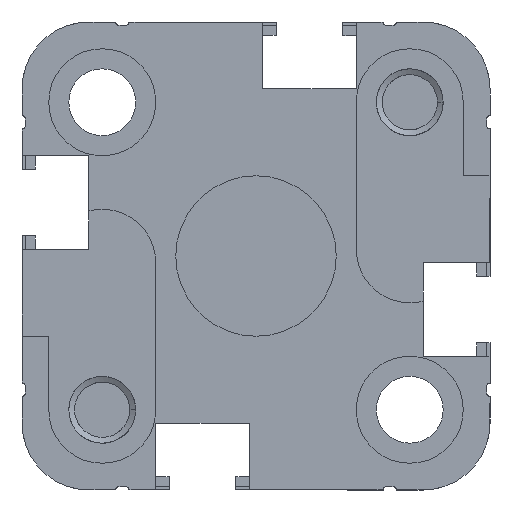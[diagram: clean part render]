
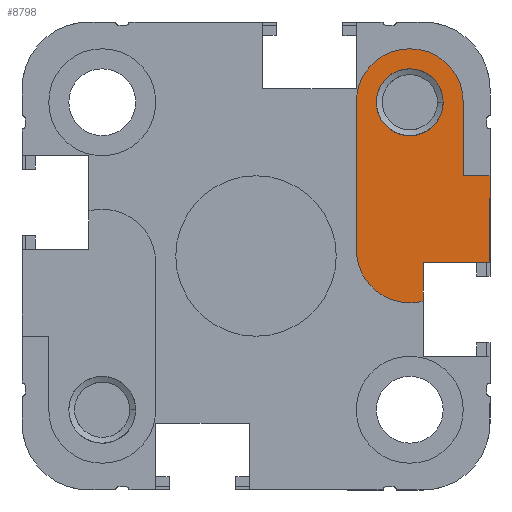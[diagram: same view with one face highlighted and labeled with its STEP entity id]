
A CAD part, front view. The second image highlights one B-rep face of the part: STEP entity #8798.
In plain terms, the highlighted planar face has unit normal (0, -1, 0).
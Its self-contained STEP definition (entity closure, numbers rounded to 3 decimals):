
#90 = DIRECTION ( 'NONE',  ( 0., -1., 0. ) ) ;
#125 = AXIS2_PLACEMENT_3D ( 'NONE', #15138, #12512, #13650 ) ;
#164 = CARTESIAN_POINT ( 'NONE',  ( 30., 8., -6. ) ) ;
#207 = VERTEX_POINT ( 'NONE', #10349 ) ;
#364 = ORIENTED_EDGE ( 'NONE', *, *, #15642, .F. ) ;
#527 = EDGE_CURVE ( 'NONE', #7418, #2224, #8443, .T. ) ;
#844 = VERTEX_POINT ( 'NONE', #14256 ) ;
#1022 = LINE ( 'NONE', #5999, #13821 ) ;
#1096 = DIRECTION ( 'NONE',  ( 0., -1., 0. ) ) ;
#1148 = DIRECTION ( 'NONE',  ( 0., 0., -1. ) ) ;
#1249 = ORIENTED_EDGE ( 'NONE', *, *, #10520, .F. ) ;
#1507 = DIRECTION ( 'NONE',  ( 0., -1., 0. ) ) ;
#1545 = AXIS2_PLACEMENT_3D ( 'NONE', #11119, #15137, #12279 ) ;
#1614 = EDGE_CURVE ( 'NONE', #7657, #207, #15010, .T. ) ;
#1934 = AXIS2_PLACEMENT_3D ( 'NONE', #12948, #1507, #10245 ) ;
#2198 = CARTESIAN_POINT ( 'NONE',  ( 35., 8., -11.5 ) ) ;
#2224 = VERTEX_POINT ( 'NONE', #8029 ) ;
#2773 = CARTESIAN_POINT ( 'NONE',  ( 30., 8., -20.873 ) ) ;
#2798 = VERTEX_POINT ( 'NONE', #2198 ) ;
#2858 = EDGE_LOOP ( 'NONE', ( #1249, #15867, #14063 ) ) ;
#3038 = CARTESIAN_POINT ( 'NONE',  ( 29., 8., -17. ) ) ;
#3357 = CARTESIAN_POINT ( 'NONE',  ( 29., 8., -3.5 ) ) ;
#3500 = CARTESIAN_POINT ( 'NONE',  ( 35., 8., -11.5 ) ) ;
#3695 = AXIS2_PLACEMENT_3D ( 'NONE', #3038, #12775, #11868 ) ;
#3891 = ORIENTED_EDGE ( 'NONE', *, *, #6968, .T. ) ;
#3971 = CARTESIAN_POINT ( 'NONE',  ( 25., 8., -6. ) ) ;
#4696 = CARTESIAN_POINT ( 'NONE',  ( 35., 8., -18. ) ) ;
#4745 = ORIENTED_EDGE ( 'NONE', *, *, #16008, .F. ) ;
#4918 = EDGE_CURVE ( 'NONE', #10605, #844, #15455, .T. ) ;
#4956 = PLANE ( 'NONE',  #6261 ) ;
#4970 = VERTEX_POINT ( 'NONE', #10056 ) ;
#5001 = DIRECTION ( 'NONE',  ( 0., 0., -1. ) ) ;
#5096 = ORIENTED_EDGE ( 'NONE', *, *, #15736, .T. ) ;
#5120 = FACE_OUTER_BOUND ( 'NONE', #7111, .T. ) ;
#5454 = VECTOR ( 'NONE', #8483, 1000. ) ;
#5692 = CARTESIAN_POINT ( 'NONE',  ( 31.5, 8., -6. ) ) ;
#5999 = CARTESIAN_POINT ( 'NONE',  ( 33., 8., -6. ) ) ;
#6002 = EDGE_CURVE ( 'NONE', #2798, #15724, #10226, .T. ) ;
#6023 = ORIENTED_EDGE ( 'NONE', *, *, #7293, .T. ) ;
#6186 = FACE_BOUND ( 'NONE', #2858, .T. ) ;
#6261 = AXIS2_PLACEMENT_3D ( 'NONE', #10110, #15115, #11427 ) ;
#6275 = ORIENTED_EDGE ( 'NONE', *, *, #4918, .T. ) ;
#6460 = CARTESIAN_POINT ( 'NONE',  ( 29., 8., -17. ) ) ;
#6563 = VERTEX_POINT ( 'NONE', #5692 ) ;
#6968 = EDGE_CURVE ( 'NONE', #207, #10605, #11404, .T. ) ;
#7111 = EDGE_LOOP ( 'NONE', ( #4745, #364, #12601, #15366, #5096, #11267, #3891, #6275, #6023 ) ) ;
#7293 = EDGE_CURVE ( 'NONE', #844, #14891, #10737, .T. ) ;
#7336 = VECTOR ( 'NONE', #8953, 1000. ) ;
#7418 = VERTEX_POINT ( 'NONE', #3357 ) ;
#7543 = CARTESIAN_POINT ( 'NONE',  ( 29., 8., -6. ) ) ;
#7657 = VERTEX_POINT ( 'NONE', #13646 ) ;
#7937 = VERTEX_POINT ( 'NONE', #14621 ) ;
#8029 = CARTESIAN_POINT ( 'NONE',  ( 29., 8., -8.5 ) ) ;
#8443 = CIRCLE ( 'NONE', #1934, 2.5 ) ;
#8483 = DIRECTION ( 'NONE',  ( 1., 0., 0. ) ) ;
#8696 = LINE ( 'NONE', #9596, #13288 ) ;
#8722 = LINE ( 'NONE', #3500, #5454 ) ;
#8798 = ADVANCED_FACE ( 'NONE', ( #6186, #5120 ), #4956, .T. ) ;
#8924 = CARTESIAN_POINT ( 'NONE',  ( 35., 8., -20.873 ) ) ;
#8953 = DIRECTION ( 'NONE',  ( 0., 0., -1. ) ) ;
#9596 = CARTESIAN_POINT ( 'NONE',  ( 29., 8., -18. ) ) ;
#9614 = VECTOR ( 'NONE', #1148, 1000. ) ;
#9697 = EDGE_CURVE ( 'NONE', #2224, #6563, #12784, .T. ) ;
#9861 = CARTESIAN_POINT ( 'NONE',  ( 25., 8., -17. ) ) ;
#10056 = CARTESIAN_POINT ( 'NONE',  ( 30., 8., -18. ) ) ;
#10110 = CARTESIAN_POINT ( 'NONE',  ( 29., 8., -6. ) ) ;
#10226 = LINE ( 'NONE', #8924, #16093 ) ;
#10245 = DIRECTION ( 'NONE',  ( 0., 0., -1. ) ) ;
#10349 = CARTESIAN_POINT ( 'NONE',  ( 25., 8., -6. ) ) ;
#10520 = EDGE_CURVE ( 'NONE', #6563, #7418, #12771, .T. ) ;
#10605 = VERTEX_POINT ( 'NONE', #9861 ) ;
#10729 = EDGE_CURVE ( 'NONE', #7937, #2798, #8722, .T. ) ;
#10737 = CIRCLE ( 'NONE', #3695, 4. ) ;
#11119 = CARTESIAN_POINT ( 'NONE',  ( 29., 8., -6. ) ) ;
#11267 = ORIENTED_EDGE ( 'NONE', *, *, #1614, .T. ) ;
#11404 = LINE ( 'NONE', #3971, #7336 ) ;
#11427 = DIRECTION ( 'NONE',  ( 0., 0., -1. ) ) ;
#11484 = DIRECTION ( 'NONE',  ( 0., 0., 1. ) ) ;
#11868 = DIRECTION ( 'NONE',  ( 0., 0., -1. ) ) ;
#12279 = DIRECTION ( 'NONE',  ( 0., 0., -1. ) ) ;
#12442 = DIRECTION ( 'NONE',  ( 0., 0., -1. ) ) ;
#12512 = DIRECTION ( 'NONE',  ( 0., -1., 0. ) ) ;
#12565 = AXIS2_PLACEMENT_3D ( 'NONE', #6460, #90, #12442 ) ;
#12587 = LINE ( 'NONE', #164, #9614 ) ;
#12601 = ORIENTED_EDGE ( 'NONE', *, *, #6002, .F. ) ;
#12771 = CIRCLE ( 'NONE', #1545, 2.5 ) ;
#12775 = DIRECTION ( 'NONE',  ( 0., -1., 0. ) ) ;
#12784 = CIRCLE ( 'NONE', #15919, 2.5 ) ;
#12948 = CARTESIAN_POINT ( 'NONE',  ( 29., 8., -6. ) ) ;
#13288 = VECTOR ( 'NONE', #14600, 1000. ) ;
#13646 = CARTESIAN_POINT ( 'NONE',  ( 33., 8., -6. ) ) ;
#13650 = DIRECTION ( 'NONE',  ( 0., 0., -1. ) ) ;
#13821 = VECTOR ( 'NONE', #11484, 1000. ) ;
#13903 = DIRECTION ( 'NONE',  ( 0., 0., -1. ) ) ;
#14063 = ORIENTED_EDGE ( 'NONE', *, *, #527, .F. ) ;
#14256 = CARTESIAN_POINT ( 'NONE',  ( 29., 8., -21. ) ) ;
#14600 = DIRECTION ( 'NONE',  ( -1., 0., 0. ) ) ;
#14621 = CARTESIAN_POINT ( 'NONE',  ( 33., 8., -11.5 ) ) ;
#14891 = VERTEX_POINT ( 'NONE', #2773 ) ;
#15010 = CIRCLE ( 'NONE', #125, 4. ) ;
#15115 = DIRECTION ( 'NONE',  ( 0., -1., 0. ) ) ;
#15137 = DIRECTION ( 'NONE',  ( 0., -1., 0. ) ) ;
#15138 = CARTESIAN_POINT ( 'NONE',  ( 29., 8., -6. ) ) ;
#15366 = ORIENTED_EDGE ( 'NONE', *, *, #10729, .F. ) ;
#15455 = CIRCLE ( 'NONE', #12565, 4. ) ;
#15642 = EDGE_CURVE ( 'NONE', #15724, #4970, #8696, .T. ) ;
#15724 = VERTEX_POINT ( 'NONE', #4696 ) ;
#15736 = EDGE_CURVE ( 'NONE', #7937, #7657, #1022, .T. ) ;
#15867 = ORIENTED_EDGE ( 'NONE', *, *, #9697, .F. ) ;
#15919 = AXIS2_PLACEMENT_3D ( 'NONE', #7543, #1096, #5001 ) ;
#16008 = EDGE_CURVE ( 'NONE', #4970, #14891, #12587, .T. ) ;
#16093 = VECTOR ( 'NONE', #13903, 1000. ) ;
